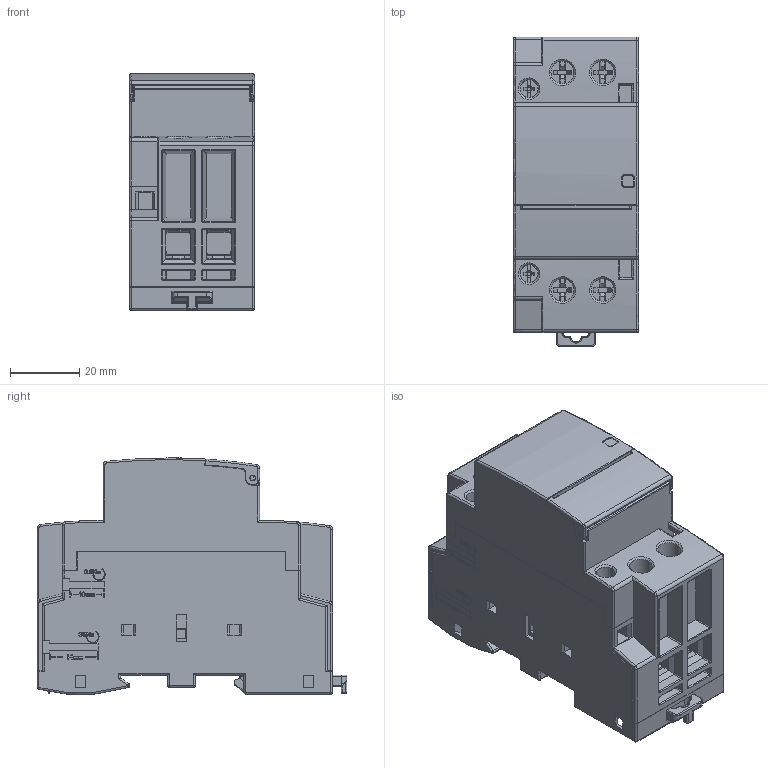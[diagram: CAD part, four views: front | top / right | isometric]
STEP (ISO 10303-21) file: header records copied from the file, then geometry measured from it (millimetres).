
FILE_DESCRIPTION((''),'2;1');
FILE_NAME('6320_ASM','2022-07-19T',('Administrator'),(''),'PRO/ENGINEER BY PARAMETRIC TECHNOLOGY CORPORATION, 2015440','PRO/ENGINEER BY PARAMETRIC TECHNOLOGY CORPORATION, 2015440','');
FILE_SCHEMA(('CONFIG_CONTROL_DESIGN'));
Products named in the file (26): 8KSD_024_6009; 8KSD_140_6001_AF1; 5KSD_024_6004_ASM; 8KSD_557_6004_AF0; 5KSD_550_6009_ASM; 8KSD_104_6003; 5KSD_104_6006_ASM; 5KSD_104_6007_ASM; 8KSD_557_6004_AF1; 5KSD_550_6008_ASM; 8KSD_732_6002_AF0; 8KSD_516_6002_AF0; 8KSD_516_6003_AF0; 5KSD_520_6002_AF0_ASM; 8KS_110_6000; 8KS_900_6003; 5KS_850_6000_ASM; 5KSD_615_6005_ASM; 8KSD_110_6001; 8KSD_772_6000; 8KSD_900_6004; 5KSD_850_6001_ASM; 8KSD_315_8017; 8KSD_315_0008; 8KSD_315_8016; 6320_ASM
Assembly tree (31 placements, depth 4):
  6320_ASM
    5KSD_024_6004_ASM
      8KSD_024_6009
      8KSD_140_6001_AF1
    5KSD_550_6009_ASM  x2
      8KSD_557_6004_AF0
    5KSD_104_6007_ASM
      5KSD_104_6006_ASM
        8KSD_104_6003
    5KSD_550_6008_ASM  x2
      8KSD_557_6004_AF1
    5KSD_615_6005_ASM
      5KSD_520_6002_AF0_ASM
        8KSD_732_6002_AF0
        8KSD_516_6002_AF0
        8KSD_516_6003_AF0
      5KS_850_6000_ASM  x2
        8KS_110_6000
        8KS_900_6003
    5KSD_850_6001_ASM  x4
      8KSD_110_6001
      8KSD_772_6000
      8KSD_900_6004
    8KSD_315_8017
    8KSD_315_0008
    8KSD_315_8016
Bounding box: 36 x 89.1 x 68 mm (x, y, z)
Volume: 89871.2 mm3; surface area: 73989.4 mm2
Topology: 28 solids, 44 shells, 4212 faces, 11366 edges, 7285 vertices
Faces by surface type: plane 2776, cylinder 1053, torus 188, bspline 98, sphere 61, cone 36
Entity records: 102401 total; most frequent: CARTESIAN_POINT 22600, ORIENTED_EDGE 16988, DIRECTION 15779, EDGE_CURVE 8502, VECTOR 6715, LINE 6715, VERTEX_POINT 5451, AXIS2_PLACEMENT_3D 4532
